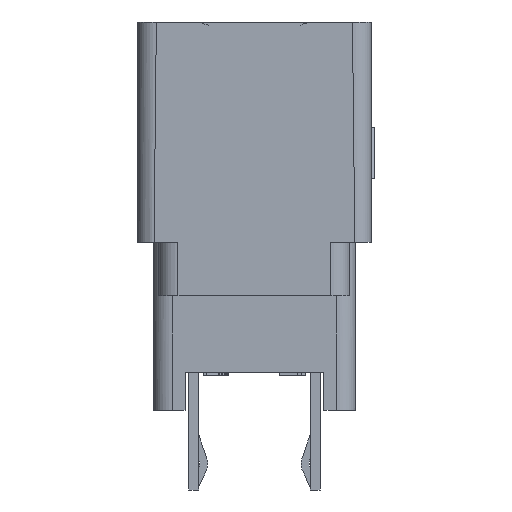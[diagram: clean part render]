
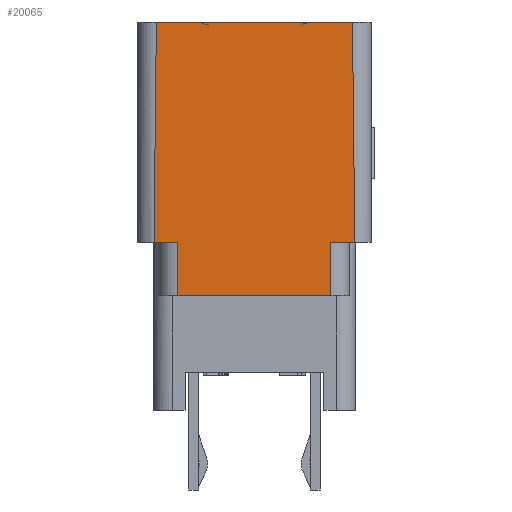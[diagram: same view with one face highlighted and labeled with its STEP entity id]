
A CAD part, left-side view. The second image highlights one B-rep face of the part: STEP entity #20065.
In plain terms, the highlighted planar face has unit normal (-1, 0, 0).
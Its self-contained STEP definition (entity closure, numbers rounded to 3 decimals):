
#72=DIRECTION('',(0.,1.,0.));
#73=VECTOR('',#72,0.895);
#74=CARTESIAN_POINT('',(-69.342,-3.943,-8.788));
#75=LINE('',#74,#73);
#76=DIRECTION('',(0.,0.,1.));
#77=VECTOR('',#76,2.134);
#78=CARTESIAN_POINT('',(-69.342,-3.048,-10.922));
#79=LINE('',#78,#77);
#80=DIRECTION('',(0.,1.,0.));
#81=VECTOR('',#80,0.895);
#82=CARTESIAN_POINT('',(-69.342,3.048,-8.788));
#83=LINE('',#82,#81);
#84=DIRECTION('',(0.,0.004,-1.));
#85=VECTOR('',#84,8.788);
#86=CARTESIAN_POINT('',(-69.342,3.912,0.));
#87=LINE('',#86,#85);
#88=DIRECTION('',(0.,-1.,0.));
#89=VECTOR('',#88,7.823);
#90=CARTESIAN_POINT('',(-69.342,3.912,0.));
#91=LINE('',#90,#89);
#92=DIRECTION('',(0.,0.004,1.));
#93=VECTOR('',#92,8.788);
#94=CARTESIAN_POINT('',(-69.342,-3.943,-8.788));
#95=LINE('',#94,#93);
#112=CARTESIAN_POINT('',(-69.342,-4.005,-8.788));
#187=CARTESIAN_POINT('',(-69.342,4.005,-8.788));
#3088=DIRECTION('',(0.,0.,1.));
#3089=VECTOR('',#3088,2.134);
#3090=CARTESIAN_POINT('',(-69.342,3.048,-10.922));
#3091=LINE('',#3090,#3089);
#3101=DIRECTION('',(0.,1.,0.));
#3102=VECTOR('',#3101,6.096);
#3103=CARTESIAN_POINT('',(-69.342,-3.048,-10.922));
#3104=LINE('',#3103,#3102);
#15388=CARTESIAN_POINT('',(-69.342,3.912,0.));
#15389=VERTEX_POINT('',#15388);
#15390=CARTESIAN_POINT('',(-69.342,-3.912,0.));
#15391=VERTEX_POINT('',#15390);
#15395=VERTEX_POINT('',#187);
#15435=VERTEX_POINT('',#112);
#15439=CARTESIAN_POINT('',(-69.342,-3.048,-10.922));
#15441=VERTEX_POINT('',#15439);
#15442=CARTESIAN_POINT('',(-69.342,3.048,-10.922));
#15443=VERTEX_POINT('',#15442);
#15458=CARTESIAN_POINT('',(-69.342,-3.048,-8.788));
#15459=VERTEX_POINT('',#15458);
#15460=CARTESIAN_POINT('',(-69.342,3.048,-8.788));
#15462=VERTEX_POINT('',#15460);
#20042=CARTESIAN_POINT('',(-69.342,0.,0.));
#20043=DIRECTION('',(1.,0.,0.));
#20044=DIRECTION('',(0.,0.,-1.));
#20045=AXIS2_PLACEMENT_3D('',#20042,#20043,#20044);
#20046=PLANE('',#20045);
#20048=ORIENTED_EDGE('',*,*,#20047,.T.);
#20050=ORIENTED_EDGE('',*,*,#20049,.F.);
#20052=ORIENTED_EDGE('',*,*,#20051,.T.);
#20054=ORIENTED_EDGE('',*,*,#20053,.T.);
#20056=ORIENTED_EDGE('',*,*,#20055,.T.);
#20058=ORIENTED_EDGE('',*,*,#20057,.F.);
#20060=ORIENTED_EDGE('',*,*,#20059,.T.);
#20062=ORIENTED_EDGE('',*,*,#20061,.F.);
#20063=EDGE_LOOP('',(#20048,#20050,#20052,#20054,#20056,#20058,#20060,#20062));
#20064=FACE_OUTER_BOUND('',#20063,.F.);
#20065=ADVANCED_FACE('',(#20064),#20046,.F.);
#20047=EDGE_CURVE('',#15435,#15459,#75,.T.);
#20049=EDGE_CURVE('',#15441,#15459,#79,.T.);
#20051=EDGE_CURVE('',#15441,#15443,#3104,.T.);
#20053=EDGE_CURVE('',#15443,#15462,#3091,.T.);
#20055=EDGE_CURVE('',#15462,#15395,#83,.T.);
#20057=EDGE_CURVE('',#15389,#15395,#87,.T.);
#20059=EDGE_CURVE('',#15389,#15391,#91,.T.);
#20061=EDGE_CURVE('',#15435,#15391,#95,.T.);
